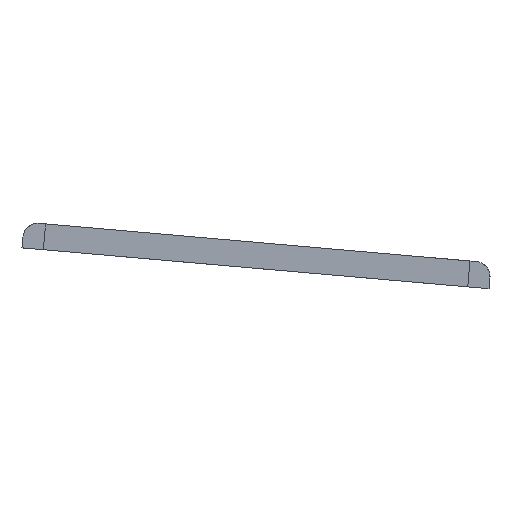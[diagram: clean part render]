
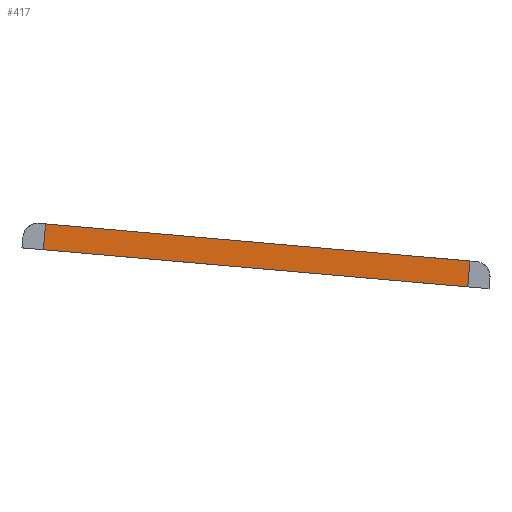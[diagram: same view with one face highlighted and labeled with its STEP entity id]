
A CAD part, left-side view. The second image highlights one B-rep face of the part: STEP entity #417.
In plain terms, the highlighted planar face has unit normal (-1, 0, 0).
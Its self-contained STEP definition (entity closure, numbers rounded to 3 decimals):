
#42=PLANE('',#477);
#68=FACE_OUTER_BOUND('',#95,.T.);
#95=EDGE_LOOP('',(#343,#344,#345,#346));
#129=LINE('',#781,#163);
#131=LINE('',#785,#165);
#132=LINE('',#787,#166);
#133=LINE('',#788,#167);
#163=VECTOR('',#587,10.);
#165=VECTOR('',#591,10.);
#166=VECTOR('',#592,10.);
#167=VECTOR('',#593,10.);
#219=VERTEX_POINT('',#778);
#220=VERTEX_POINT('',#780);
#221=VERTEX_POINT('',#784);
#222=VERTEX_POINT('',#786);
#266=EDGE_CURVE('',#220,#219,#129,.T.);
#268=EDGE_CURVE('',#219,#221,#131,.T.);
#269=EDGE_CURVE('',#221,#222,#132,.T.);
#270=EDGE_CURVE('',#220,#222,#133,.T.);
#343=ORIENTED_EDGE('',*,*,#268,.T.);
#344=ORIENTED_EDGE('',*,*,#269,.T.);
#345=ORIENTED_EDGE('',*,*,#270,.F.);
#346=ORIENTED_EDGE('',*,*,#266,.T.);
#417=ADVANCED_FACE('',(#68),#42,.T.);
#477=AXIS2_PLACEMENT_3D('',#783,#589,#590);
#587=DIRECTION('',(0.,1.,0.));
#589=DIRECTION('center_axis',(-1.,0.,0.));
#590=DIRECTION('ref_axis',(0.,0.,1.));
#591=DIRECTION('',(0.,0.,-1.));
#592=DIRECTION('',(0.,-1.,0.));
#593=DIRECTION('',(0.,0.,-1.));
#778=CARTESIAN_POINT('',(379.132,136.847,12.778));
#780=CARTESIAN_POINT('',(379.132,-2.753,12.778));
#781=CARTESIAN_POINT('',(379.132,30.147,12.778));
#783=CARTESIAN_POINT('Origin',(379.132,138.037,2.778));
#784=CARTESIAN_POINT('',(379.132,136.847,4.278));
#785=CARTESIAN_POINT('',(379.132,136.847,2.778));
#786=CARTESIAN_POINT('',(379.132,-2.753,4.278));
#787=CARTESIAN_POINT('',(379.132,102.542,4.278));
#788=CARTESIAN_POINT('',(379.132,-2.753,2.778));
